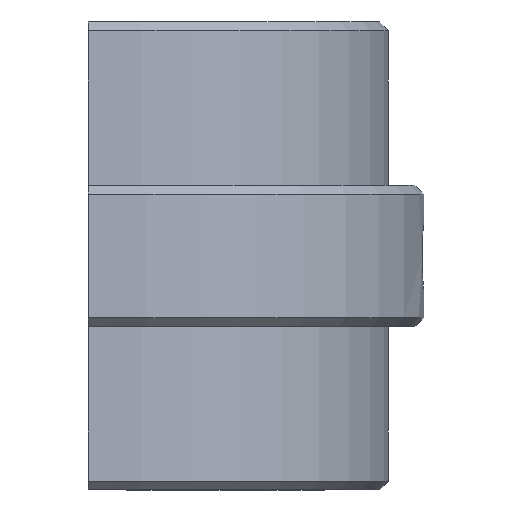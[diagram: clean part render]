
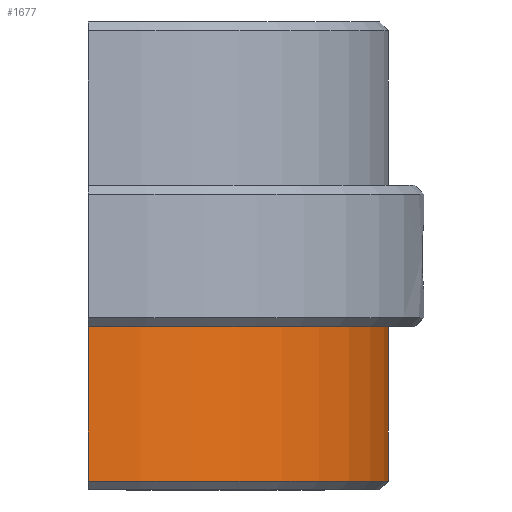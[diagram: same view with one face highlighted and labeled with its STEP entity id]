
A CAD part, left-side view. The second image highlights one B-rep face of the part: STEP entity #1677.
In plain terms, the highlighted cylindrical face has radius 17.5 mm (diameter 35 mm), a partial arc.
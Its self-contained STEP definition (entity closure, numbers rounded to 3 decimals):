
#14 = DIRECTION ( 'NONE',  ( 0., 0., 1. ) ) ;
#55 = AXIS2_PLACEMENT_3D ( 'NONE', #1725, #14, #2011 ) ;
#107 = CYLINDRICAL_SURFACE ( 'NONE', #2611, 17.5 ) ;
#144 = ORIENTED_EDGE ( 'NONE', *, *, #2040, .T. ) ;
#156 = VERTEX_POINT ( 'NONE', #641 ) ;
#160 = CARTESIAN_POINT ( 'NONE',  ( 0., 19.5, -4. ) ) ;
#210 = VECTOR ( 'NONE', #3106, 1000. ) ;
#641 = CARTESIAN_POINT ( 'NONE',  ( 17.493, 19., -12.75 ) ) ;
#668 = CARTESIAN_POINT ( 'NONE',  ( 17.493, 19., -4. ) ) ;
#829 = VERTEX_POINT ( 'NONE', #668 ) ;
#863 = EDGE_CURVE ( 'NONE', #2624, #829, #926, .T. ) ;
#879 = LINE ( 'NONE', #2521, #210 ) ;
#926 = CIRCLE ( 'NONE', #1759, 17.5 ) ;
#1267 = CARTESIAN_POINT ( 'NONE',  ( 17.493, 19., 113.172 ) ) ;
#1378 = DIRECTION ( 'NONE',  ( 0., 0., 1. ) ) ;
#1542 = DIRECTION ( 'NONE',  ( 0., 0., 1. ) ) ;
#1677 = ADVANCED_FACE ( 'NONE', ( #3166 ), #107, .T. ) ;
#1725 = CARTESIAN_POINT ( 'NONE',  ( 0., 19.5, -12.75 ) ) ;
#1750 = EDGE_CURVE ( 'NONE', #2624, #3021, #879, .T. ) ;
#1759 = AXIS2_PLACEMENT_3D ( 'NONE', #160, #3311, #2641 ) ;
#1840 = CARTESIAN_POINT ( 'NONE',  ( -17.493, 19., -12.75 ) ) ;
#1847 = EDGE_LOOP ( 'NONE', ( #2520, #144, #1926, #2771 ) ) ;
#1926 = ORIENTED_EDGE ( 'NONE', *, *, #3046, .T. ) ;
#2011 = DIRECTION ( 'NONE',  ( -1., 0., 0. ) ) ;
#2040 = EDGE_CURVE ( 'NONE', #3021, #156, #2893, .T. ) ;
#2068 = CARTESIAN_POINT ( 'NONE',  ( -17.493, 19., -4. ) ) ;
#2520 = ORIENTED_EDGE ( 'NONE', *, *, #1750, .T. ) ;
#2521 = CARTESIAN_POINT ( 'NONE',  ( -17.493, 19., 113.172 ) ) ;
#2611 = AXIS2_PLACEMENT_3D ( 'NONE', #3094, #1378, #2801 ) ;
#2624 = VERTEX_POINT ( 'NONE', #2068 ) ;
#2641 = DIRECTION ( 'NONE',  ( 1., 0., 0. ) ) ;
#2661 = VECTOR ( 'NONE', #1542, 1000. ) ;
#2771 = ORIENTED_EDGE ( 'NONE', *, *, #863, .F. ) ;
#2801 = DIRECTION ( 'NONE',  ( 1., 0., 0. ) ) ;
#2893 = CIRCLE ( 'NONE', #55, 17.5 ) ;
#3021 = VERTEX_POINT ( 'NONE', #1840 ) ;
#3046 = EDGE_CURVE ( 'NONE', #156, #829, #3451, .T. ) ;
#3094 = CARTESIAN_POINT ( 'NONE',  ( 0., 19.5, 113.172 ) ) ;
#3106 = DIRECTION ( 'NONE',  ( 0., 0., -1. ) ) ;
#3166 = FACE_OUTER_BOUND ( 'NONE', #1847, .T. ) ;
#3311 = DIRECTION ( 'NONE',  ( 0., 0., 1. ) ) ;
#3451 = LINE ( 'NONE', #1267, #2661 ) ;
